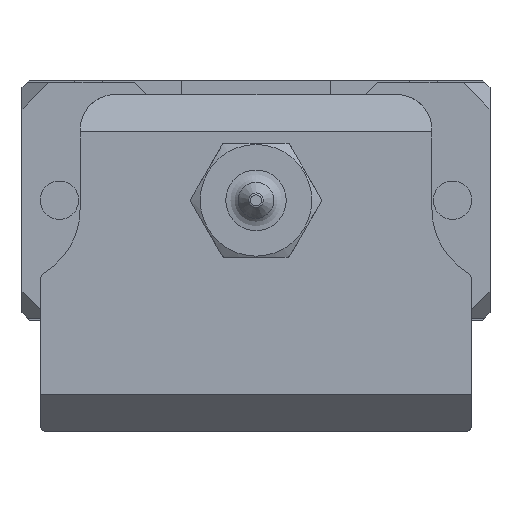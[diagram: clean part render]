
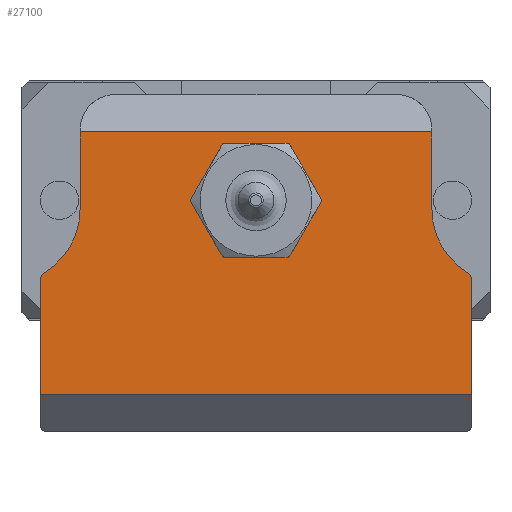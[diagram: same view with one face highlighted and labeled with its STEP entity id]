
A CAD part, front view. The second image highlights one B-rep face of the part: STEP entity #27100.
In plain terms, the highlighted planar face has unit normal (0, -1, 0).
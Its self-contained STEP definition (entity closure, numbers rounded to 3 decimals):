
#24=FACE_BOUND('',#10056,.T.);
#152=PLANE('',#28634);
#1628=LINE('',#37402,#5151);
#1629=LINE('',#37404,#5152);
#1630=LINE('',#37406,#5153);
#1631=LINE('',#37412,#5154);
#1632=LINE('',#37414,#5155);
#1633=LINE('',#37416,#5156);
#5151=VECTOR('',#30552,1000.);
#5152=VECTOR('',#30553,1000.);
#5153=VECTOR('',#30554,1000.);
#5154=VECTOR('',#30559,1000.);
#5155=VECTOR('',#30560,1000.);
#5156=VECTOR('',#30561,1000.);
#8677=FACE_OUTER_BOUND('',#10055,.T.);
#10055=EDGE_LOOP('',(#18391,#18392,#18393,#18394,#18395,#18396,#18397,#18398,
#18399,#18400));
#10056=EDGE_LOOP('',(#18401));
#11514=CIRCLE('',#28457,3.);
#11633=CIRCLE('',#28635,4.);
#11634=CIRCLE('',#28636,0.3);
#11635=CIRCLE('',#28637,0.3);
#11636=CIRCLE('',#28638,4.);
#11766=VERTEX_POINT('',#36951);
#11908=VERTEX_POINT('',#37400);
#11909=VERTEX_POINT('',#37401);
#11910=VERTEX_POINT('',#37403);
#11911=VERTEX_POINT('',#37405);
#11912=VERTEX_POINT('',#37407);
#11913=VERTEX_POINT('',#37409);
#11914=VERTEX_POINT('',#37411);
#11915=VERTEX_POINT('',#37413);
#11916=VERTEX_POINT('',#37415);
#11917=VERTEX_POINT('',#37417);
#14296=EDGE_CURVE('',#11766,#11766,#11514,.T.);
#14502=EDGE_CURVE('',#11908,#11909,#1628,.T.);
#14503=EDGE_CURVE('',#11910,#11908,#1629,.T.);
#14504=EDGE_CURVE('',#11911,#11910,#1630,.T.);
#14505=EDGE_CURVE('',#11912,#11911,#11633,.T.);
#14506=EDGE_CURVE('',#11913,#11912,#11634,.T.);
#14507=EDGE_CURVE('',#11913,#11914,#1631,.T.);
#14508=EDGE_CURVE('',#11914,#11915,#1632,.T.);
#14509=EDGE_CURVE('',#11916,#11915,#1633,.T.);
#14510=EDGE_CURVE('',#11917,#11916,#11635,.T.);
#14511=EDGE_CURVE('',#11909,#11917,#11636,.T.);
#18391=ORIENTED_EDGE('',*,*,#14502,.F.);
#18392=ORIENTED_EDGE('',*,*,#14503,.F.);
#18393=ORIENTED_EDGE('',*,*,#14504,.F.);
#18394=ORIENTED_EDGE('',*,*,#14505,.F.);
#18395=ORIENTED_EDGE('',*,*,#14506,.F.);
#18396=ORIENTED_EDGE('',*,*,#14507,.T.);
#18397=ORIENTED_EDGE('',*,*,#14508,.T.);
#18398=ORIENTED_EDGE('',*,*,#14509,.F.);
#18399=ORIENTED_EDGE('',*,*,#14510,.F.);
#18400=ORIENTED_EDGE('',*,*,#14511,.F.);
#18401=ORIENTED_EDGE('',*,*,#14296,.F.);
#27100=ADVANCED_FACE('',(#8677,#24),#152,.T.);
#28457=AXIS2_PLACEMENT_3D('',#36952,#30130,#30131);
#28634=AXIS2_PLACEMENT_3D('',#37399,#30550,#30551);
#28635=AXIS2_PLACEMENT_3D('',#37408,#30555,#30556);
#28636=AXIS2_PLACEMENT_3D('',#37410,#30557,#30558);
#28637=AXIS2_PLACEMENT_3D('',#37418,#30562,#30563);
#28638=AXIS2_PLACEMENT_3D('',#37419,#30564,#30565);
#30130=DIRECTION('center_axis',(0.,-1.,0.));
#30131=DIRECTION('ref_axis',(0.,0.,-1.));
#30550=DIRECTION('center_axis',(0.,-1.,0.));
#30551=DIRECTION('ref_axis',(0.,0.,-1.));
#30552=DIRECTION('',(0.,0.,-1.));
#30553=DIRECTION('',(1.,0.,0.));
#30554=DIRECTION('',(0.,0.,1.));
#30555=DIRECTION('center_axis',(0.,-1.,0.));
#30556=DIRECTION('ref_axis',(0.,0.,-1.));
#30557=DIRECTION('center_axis',(0.,1.,0.));
#30558=DIRECTION('ref_axis',(0.,0.,-1.));
#30559=DIRECTION('',(0.,0.,-1.));
#30560=DIRECTION('',(1.,0.,0.));
#30561=DIRECTION('',(0.,0.,-1.));
#30562=DIRECTION('center_axis',(0.,1.,0.));
#30563=DIRECTION('ref_axis',(0.,0.,-1.));
#30564=DIRECTION('center_axis',(0.,-1.,0.));
#30565=DIRECTION('ref_axis',(0.,0.,-1.));
#36951=CARTESIAN_POINT('',(0.,-28.5,3.4));
#36952=CARTESIAN_POINT('Origin',(0.,-28.5,6.4));
#37399=CARTESIAN_POINT('Origin',(-11.5,-28.5,10.05));
#37400=CARTESIAN_POINT('',(9.4,-28.5,10.05));
#37401=CARTESIAN_POINT('',(9.4,-28.5,5.922));
#37402=CARTESIAN_POINT('',(9.4,-28.5,10.05));
#37403=CARTESIAN_POINT('',(-9.4,-28.5,10.05));
#37404=CARTESIAN_POINT('',(-11.5,-28.5,10.05));
#37405=CARTESIAN_POINT('',(-9.4,-28.5,5.922));
#37406=CARTESIAN_POINT('',(-9.4,-28.5,10.05));
#37407=CARTESIAN_POINT('',(-11.353,-28.5,2.485));
#37408=CARTESIAN_POINT('Origin',(-13.4,-28.5,5.922));
#37409=CARTESIAN_POINT('',(-11.5,-28.5,2.227));
#37410=CARTESIAN_POINT('Origin',(-11.2,-28.5,2.227));
#37411=CARTESIAN_POINT('',(-11.5,-28.5,-3.95));
#37412=CARTESIAN_POINT('',(-11.5,-28.5,10.05));
#37413=CARTESIAN_POINT('',(11.5,-28.5,-3.95));
#37414=CARTESIAN_POINT('',(-11.5,-28.5,-3.95));
#37415=CARTESIAN_POINT('',(11.5,-28.5,2.227));
#37416=CARTESIAN_POINT('',(11.5,-28.5,10.05));
#37417=CARTESIAN_POINT('',(11.353,-28.5,2.485));
#37418=CARTESIAN_POINT('Origin',(11.2,-28.5,2.227));
#37419=CARTESIAN_POINT('Origin',(13.4,-28.5,5.922));
